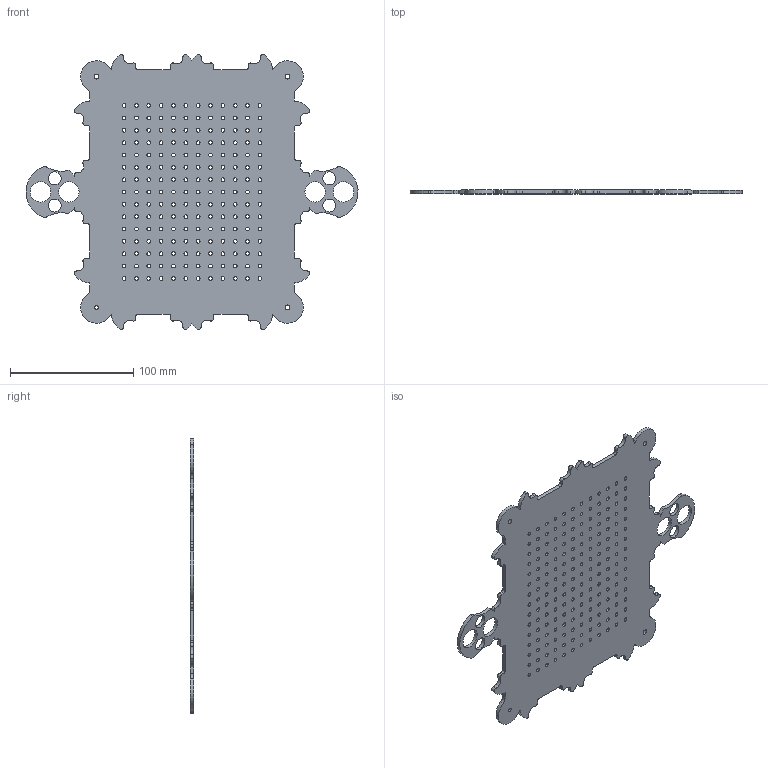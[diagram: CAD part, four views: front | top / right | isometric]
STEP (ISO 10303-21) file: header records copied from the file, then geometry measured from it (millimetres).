
FILE_DESCRIPTION(/* description */ (''),/* implementation_level */ '2;1');
FILE_NAME(/* name */ '6-Workbench.step',/* time_stamp */ '2018-10-11T14:08:02+02:00',/* author */ ('Rodrigo HC'),/* organization */ (''),/* preprocessor_version */ 'ST-DEVELOPER v16.1',/* originating_system */ 'Autodesk Inventor 2016',/* authorisation */ '');
FILE_SCHEMA (('AUTOMOTIVE_DESIGN { 1 0 10303 214 3 1 1 }'));
Length unit declared in the file: millimetre
Products named in the file (1): baseTECHOtotal
Bounding box: 268.9 x 3 x 222.84 mm (x, y, z)
Volume: 109416.6 mm3; surface area: 82665.1 mm2
Topology: 1 solids, 1 shells, 331 faces, 987 edges, 658 vertices
Faces by surface type: cylinder 301, plane 30
Full cylindrical faces by diameter (mm): 3 x181, 4 x3, 10.6 x4, 16.5 x4
Entity records: 11315 total; most frequent: DIRECTION 2061, CARTESIAN_POINT 1785, ORIENTED_EDGE 1590, AXIS2_PLACEMENT_3D 934, EDGE_LOOP 907, EDGE_CURVE 795, VERTEX_POINT 658, CIRCLE 602
